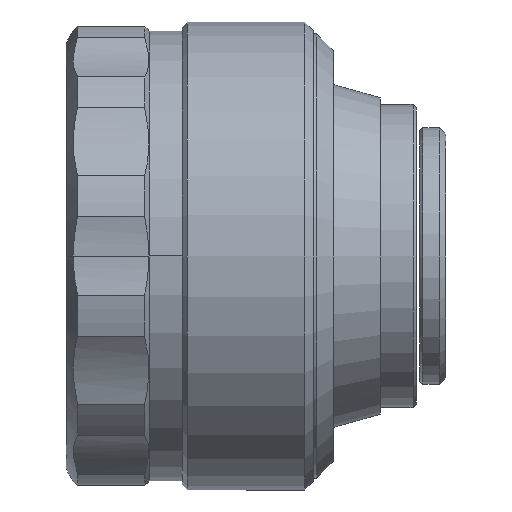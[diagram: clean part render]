
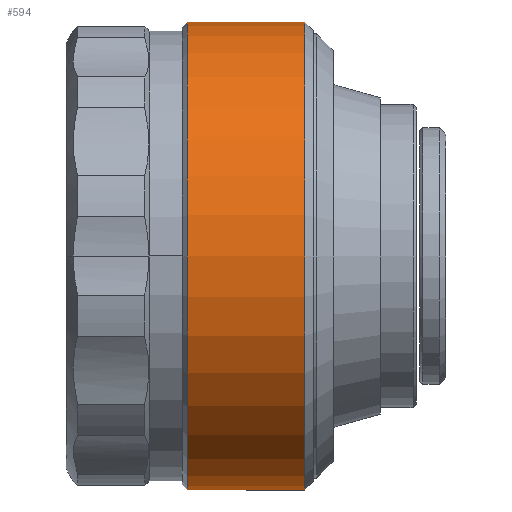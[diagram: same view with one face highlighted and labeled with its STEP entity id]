
A CAD part, front view. The second image highlights one B-rep face of the part: STEP entity #594.
In plain terms, the highlighted cylindrical face has radius 35.5 mm (diameter 71 mm), a partial arc.
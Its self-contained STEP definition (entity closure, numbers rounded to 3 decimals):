
#495 = LINE ( 'NONE', #2389, #5339 ) ;
#502 = EDGE_LOOP ( 'NONE', ( #3790, #3216, #7084, #1363 ) ) ;
#527 = CARTESIAN_POINT ( 'NONE',  ( -51.1, 0., -35.5 ) ) ;
#594 = ADVANCED_FACE ( 'NONE', ( #5161 ), #3211, .T. ) ;
#719 = DIRECTION ( 'NONE',  ( 1., 0., 0. ) ) ;
#945 = VECTOR ( 'NONE', #6119, 1000. ) ;
#995 = DIRECTION ( 'NONE',  ( 1., 0., 0. ) ) ;
#1169 = CARTESIAN_POINT ( 'NONE',  ( 20., 0., -35.5 ) ) ;
#1363 = ORIENTED_EDGE ( 'NONE', *, *, #3868, .F. ) ;
#1392 = DIRECTION ( 'NONE',  ( 1., 0., 0. ) ) ;
#1714 = CIRCLE ( 'NONE', #2250, 35.5 ) ;
#1987 = EDGE_CURVE ( 'NONE', #2206, #5234, #495, .T. ) ;
#2094 = CARTESIAN_POINT ( 'NONE',  ( 20., 0., 0. ) ) ;
#2206 = VERTEX_POINT ( 'NONE', #5844 ) ;
#2250 = AXIS2_PLACEMENT_3D ( 'NONE', #3982, #719, #4530 ) ;
#2389 = CARTESIAN_POINT ( 'NONE',  ( 20., 0., 35.5 ) ) ;
#2393 = LINE ( 'NONE', #1169, #945 ) ;
#2451 = AXIS2_PLACEMENT_3D ( 'NONE', #2094, #995, #6829 ) ;
#3211 = CYLINDRICAL_SURFACE ( 'NONE', #2451, 35.5 ) ;
#3216 = ORIENTED_EDGE ( 'NONE', *, *, #4005, .T. ) ;
#3642 = VERTEX_POINT ( 'NONE', #527 ) ;
#3790 = ORIENTED_EDGE ( 'NONE', *, *, #1987, .F. ) ;
#3814 = EDGE_CURVE ( 'NONE', #3642, #7073, #2393, .T. ) ;
#3868 = EDGE_CURVE ( 'NONE', #5234, #7073, #1714, .T. ) ;
#3982 = CARTESIAN_POINT ( 'NONE',  ( -33.3, 0., 0. ) ) ;
#4005 = EDGE_CURVE ( 'NONE', #2206, #3642, #4690, .T. ) ;
#4028 = CARTESIAN_POINT ( 'NONE',  ( -33.3, 0., 35.5 ) ) ;
#4530 = DIRECTION ( 'NONE',  ( 0., 0., -1. ) ) ;
#4660 = CARTESIAN_POINT ( 'NONE',  ( -51.1, 0., 0. ) ) ;
#4690 = CIRCLE ( 'NONE', #7027, 35.5 ) ;
#5161 = FACE_OUTER_BOUND ( 'NONE', #502, .T. ) ;
#5206 = DIRECTION ( 'NONE',  ( 0., 0., -1. ) ) ;
#5234 = VERTEX_POINT ( 'NONE', #4028 ) ;
#5339 = VECTOR ( 'NONE', #6175, 1000. ) ;
#5844 = CARTESIAN_POINT ( 'NONE',  ( -51.1, 0., 35.5 ) ) ;
#6119 = DIRECTION ( 'NONE',  ( 1., 0., 0. ) ) ;
#6175 = DIRECTION ( 'NONE',  ( 1., 0., 0. ) ) ;
#6584 = CARTESIAN_POINT ( 'NONE',  ( -33.3, 0., -35.5 ) ) ;
#6829 = DIRECTION ( 'NONE',  ( 0., 0., -1. ) ) ;
#7027 = AXIS2_PLACEMENT_3D ( 'NONE', #4660, #1392, #5206 ) ;
#7073 = VERTEX_POINT ( 'NONE', #6584 ) ;
#7084 = ORIENTED_EDGE ( 'NONE', *, *, #3814, .T. ) ;
